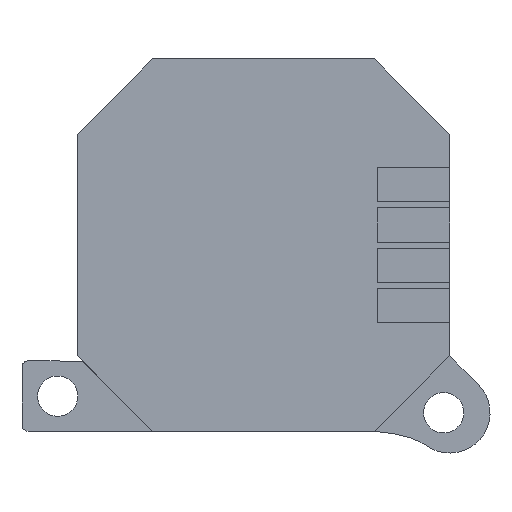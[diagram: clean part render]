
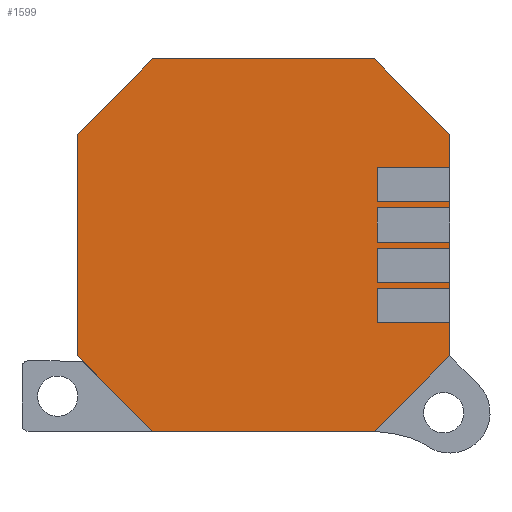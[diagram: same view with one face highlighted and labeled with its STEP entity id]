
A CAD part, front view. The second image highlights one B-rep face of the part: STEP entity #1599.
In plain terms, the highlighted planar face has unit normal (0, -1, 0).
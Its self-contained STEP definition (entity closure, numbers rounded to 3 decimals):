
#70=FACE_OUTER_BOUND('',#168,.T.);
#168=EDGE_LOOP('',(#1138,#1139,#1140,#1141,#1142,#1143,#1144,#1145));
#304=LINE('',#2524,#488);
#307=LINE('',#2529,#491);
#308=LINE('',#2531,#492);
#309=LINE('',#2533,#493);
#310=LINE('',#2535,#494);
#311=LINE('',#2537,#495);
#312=LINE('',#2539,#496);
#313=LINE('',#2540,#497);
#488=VECTOR('',#1964,10.);
#491=VECTOR('',#1969,10.);
#492=VECTOR('',#1970,10.);
#493=VECTOR('',#1971,10.);
#494=VECTOR('',#1972,10.);
#495=VECTOR('',#1973,10.);
#496=VECTOR('',#1974,10.);
#497=VECTOR('',#1975,10.);
#722=VERTEX_POINT('',#2522);
#723=VERTEX_POINT('',#2523);
#724=VERTEX_POINT('',#2528);
#725=VERTEX_POINT('',#2530);
#726=VERTEX_POINT('',#2532);
#727=VERTEX_POINT('',#2534);
#728=VERTEX_POINT('',#2536);
#729=VERTEX_POINT('',#2538);
#886=EDGE_CURVE('',#722,#723,#304,.T.);
#889=EDGE_CURVE('',#723,#724,#307,.T.);
#890=EDGE_CURVE('',#725,#724,#308,.T.);
#891=EDGE_CURVE('',#726,#725,#309,.T.);
#892=EDGE_CURVE('',#727,#726,#310,.T.);
#893=EDGE_CURVE('',#727,#728,#311,.T.);
#894=EDGE_CURVE('',#729,#728,#312,.T.);
#895=EDGE_CURVE('',#729,#722,#313,.T.);
#1138=ORIENTED_EDGE('',*,*,#886,.T.);
#1139=ORIENTED_EDGE('',*,*,#889,.T.);
#1140=ORIENTED_EDGE('',*,*,#890,.F.);
#1141=ORIENTED_EDGE('',*,*,#891,.F.);
#1142=ORIENTED_EDGE('',*,*,#892,.F.);
#1143=ORIENTED_EDGE('',*,*,#893,.T.);
#1144=ORIENTED_EDGE('',*,*,#894,.F.);
#1145=ORIENTED_EDGE('',*,*,#895,.T.);
#1513=PLANE('',#1733);
#1599=ADVANCED_FACE('',(#70),#1513,.F.);
#1733=AXIS2_PLACEMENT_3D('',#2527,#1967,#1968);
#1964=DIRECTION('',(0.707,0.,0.707));
#1967=DIRECTION('center_axis',(0.,1.,0.));
#1968=DIRECTION('ref_axis',(1.,0.,0.));
#1969=DIRECTION('',(0.,0.,1.));
#1970=DIRECTION('',(0.707,0.,-0.707));
#1971=DIRECTION('',(1.,0.,0.));
#1972=DIRECTION('',(0.707,0.,0.707));
#1973=DIRECTION('',(0.,0.,-1.));
#1974=DIRECTION('',(-0.707,0.,0.707));
#1975=DIRECTION('',(1.,0.,0.));
#2522=CARTESIAN_POINT('',(14.75,0.,0.));
#2523=CARTESIAN_POINT('',(18.5,0.,3.75));
#2524=CARTESIAN_POINT('',(15.688,0.,0.938));
#2527=CARTESIAN_POINT('Origin',(9.25,0.,9.25));
#2528=CARTESIAN_POINT('',(18.5,0.,14.75));
#2529=CARTESIAN_POINT('',(18.5,0.,3.75));
#2530=CARTESIAN_POINT('',(14.75,0.,18.5));
#2531=CARTESIAN_POINT('',(14.75,0.,18.5));
#2532=CARTESIAN_POINT('',(3.75,0.,18.5));
#2533=CARTESIAN_POINT('',(3.75,0.,18.5));
#2534=CARTESIAN_POINT('',(0.,0.,14.75));
#2535=CARTESIAN_POINT('',(0.,0.,14.75));
#2536=CARTESIAN_POINT('',(0.,0.,3.75));
#2537=CARTESIAN_POINT('',(0.,0.,14.75));
#2538=CARTESIAN_POINT('',(3.75,0.,0.));
#2539=CARTESIAN_POINT('',(3.75,0.,0.));
#2540=CARTESIAN_POINT('',(3.75,0.,0.));
